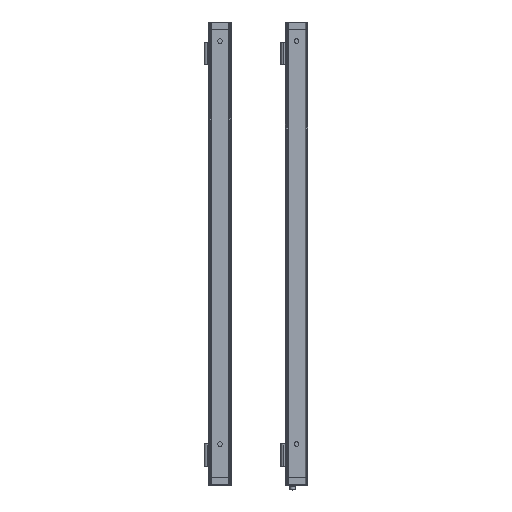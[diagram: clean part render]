
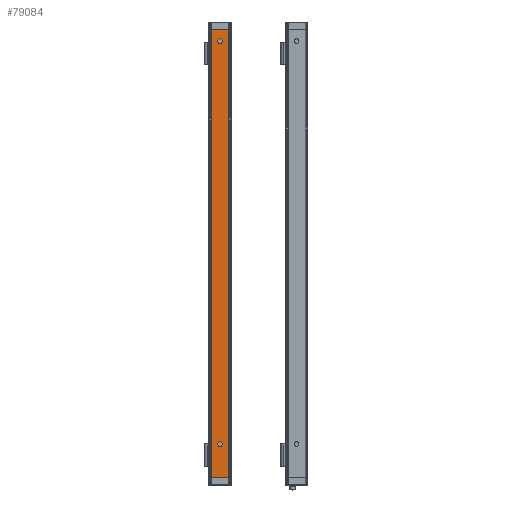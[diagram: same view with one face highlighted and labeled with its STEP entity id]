
A CAD part, top view. The second image highlights one B-rep face of the part: STEP entity #79084.
In plain terms, the highlighted planar face has unit normal (0, 0, 1).
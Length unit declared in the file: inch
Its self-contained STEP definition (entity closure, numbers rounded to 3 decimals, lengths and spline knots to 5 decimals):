
#4905 = DIRECTION ( 'NONE',  ( 0., -1., 0. ) ) ;
#8560 = DIRECTION ( 'NONE',  ( 0., 0., 1. ) ) ;
#19152 = ORIENTED_EDGE ( 'NONE', *, *, #68710, .F. ) ;
#19752 = DIRECTION ( 'NONE',  ( 1., 0., 0. ) ) ;
#21582 = CARTESIAN_POINT ( 'NONE',  ( -4.71843, 1.10236, 0.57678 ) ) ;
#24712 = EDGE_CURVE ( 'NONE', #127197, #61648, #135355, .T. ) ;
#32016 = CARTESIAN_POINT ( 'NONE',  ( -6.19875, 14.82283, 0.57678 ) ) ;
#32962 = LINE ( 'NONE', #32016, #146283 ) ;
#32972 = CARTESIAN_POINT ( 'NONE',  ( -5.45859, 39.4685, 0.57678 ) ) ;
#36405 = VECTOR ( 'NONE', #19752, 39.37008 ) ;
#40100 = CARTESIAN_POINT ( 'NONE',  ( -5.26174, 39.4685, 0.57678 ) ) ;
#46510 = EDGE_LOOP ( 'NONE', ( #84678 ) ) ;
#48652 = VERTEX_POINT ( 'NONE', #136084 ) ;
#51172 = CARTESIAN_POINT ( 'NONE',  ( -4.71843, 14.82283, 0.57678 ) ) ;
#51702 = VERTEX_POINT ( 'NONE', #184671 ) ;
#52538 = DIRECTION ( 'NONE',  ( 0., 0., 1. ) ) ;
#55575 = EDGE_LOOP ( 'NONE', ( #110830, #62063, #79073, #129695 ) ) ;
#61447 = LINE ( 'NONE', #118498, #125246 ) ;
#61648 = VERTEX_POINT ( 'NONE', #164018 ) ;
#62063 = ORIENTED_EDGE ( 'NONE', *, *, #91313, .T. ) ;
#64024 = DIRECTION ( 'NONE',  ( 0., 0., 1. ) ) ;
#65614 = FACE_OUTER_BOUND ( 'NONE', #55575, .T. ) ;
#66587 = CIRCLE ( 'NONE', #129231, 0.19685 ) ;
#68710 = EDGE_CURVE ( 'NONE', #177639, #177639, #134057, .T. ) ;
#69638 = EDGE_CURVE ( 'NONE', #51702, #48652, #32962, .T. ) ;
#78180 = VECTOR ( 'NONE', #121282, 39.37008 ) ;
#79073 = ORIENTED_EDGE ( 'NONE', *, *, #69638, .T. ) ;
#79084 = ADVANCED_FACE ( 'NONE', ( #153391, #81368, #65614 ), #177881, .T. ) ;
#81368 = FACE_BOUND ( 'NONE', #114478, .T. ) ;
#84678 = ORIENTED_EDGE ( 'NONE', *, *, #94855, .F. ) ;
#88502 = CARTESIAN_POINT ( 'NONE',  ( -4.71843, 1.10236, 0.57678 ) ) ;
#89890 = DIRECTION ( 'NONE',  ( 1., 0., 0. ) ) ;
#91313 = EDGE_CURVE ( 'NONE', #61648, #51702, #61447, .T. ) ;
#94855 = EDGE_CURVE ( 'NONE', #125191, #125191, #66587, .T. ) ;
#110830 = ORIENTED_EDGE ( 'NONE', *, *, #24712, .T. ) ;
#114478 = EDGE_LOOP ( 'NONE', ( #19152 ) ) ;
#118498 = CARTESIAN_POINT ( 'NONE',  ( -4.71843, 40.45275, 0.57678 ) ) ;
#121282 = DIRECTION ( 'NONE',  ( 0., 1., 0. ) ) ;
#121341 = EDGE_CURVE ( 'NONE', #48652, #127197, #149631, .T. ) ;
#125191 = VERTEX_POINT ( 'NONE', #40100 ) ;
#125246 = VECTOR ( 'NONE', #175511, 39.37008 ) ;
#127197 = VERTEX_POINT ( 'NONE', #88502 ) ;
#129231 = AXIS2_PLACEMENT_3D ( 'NONE', #32972, #8560, #89890 ) ;
#129695 = ORIENTED_EDGE ( 'NONE', *, *, #121341, .T. ) ;
#131081 = AXIS2_PLACEMENT_3D ( 'NONE', #135132, #64024, #151812 ) ;
#134057 = CIRCLE ( 'NONE', #131081, 0.19685 ) ;
#135132 = CARTESIAN_POINT ( 'NONE',  ( -5.45859, 4.03543, 0.57678 ) ) ;
#135355 = LINE ( 'NONE', #51172, #78180 ) ;
#136084 = CARTESIAN_POINT ( 'NONE',  ( -6.19875, 1.10236, 0.57678 ) ) ;
#137624 = DIRECTION ( 'NONE',  ( 0., -1., 0. ) ) ;
#146283 = VECTOR ( 'NONE', #4905, 39.37008 ) ;
#147715 = CARTESIAN_POINT ( 'NONE',  ( -5.26174, 4.03543, 0.57678 ) ) ;
#149631 = LINE ( 'NONE', #21582, #36405 ) ;
#151812 = DIRECTION ( 'NONE',  ( 1., 0., 0. ) ) ;
#153181 = AXIS2_PLACEMENT_3D ( 'NONE', #166521, #52538, #137624 ) ;
#153391 = FACE_BOUND ( 'NONE', #46510, .T. ) ;
#164018 = CARTESIAN_POINT ( 'NONE',  ( -4.71843, 40.45275, 0.57678 ) ) ;
#166521 = CARTESIAN_POINT ( 'NONE',  ( -4.71843, 14.82283, 0.57678 ) ) ;
#175511 = DIRECTION ( 'NONE',  ( -1., 0., 0. ) ) ;
#177639 = VERTEX_POINT ( 'NONE', #147715 ) ;
#177881 = PLANE ( 'NONE',  #153181 ) ;
#184671 = CARTESIAN_POINT ( 'NONE',  ( -6.19875, 40.45275, 0.57678 ) ) ;
